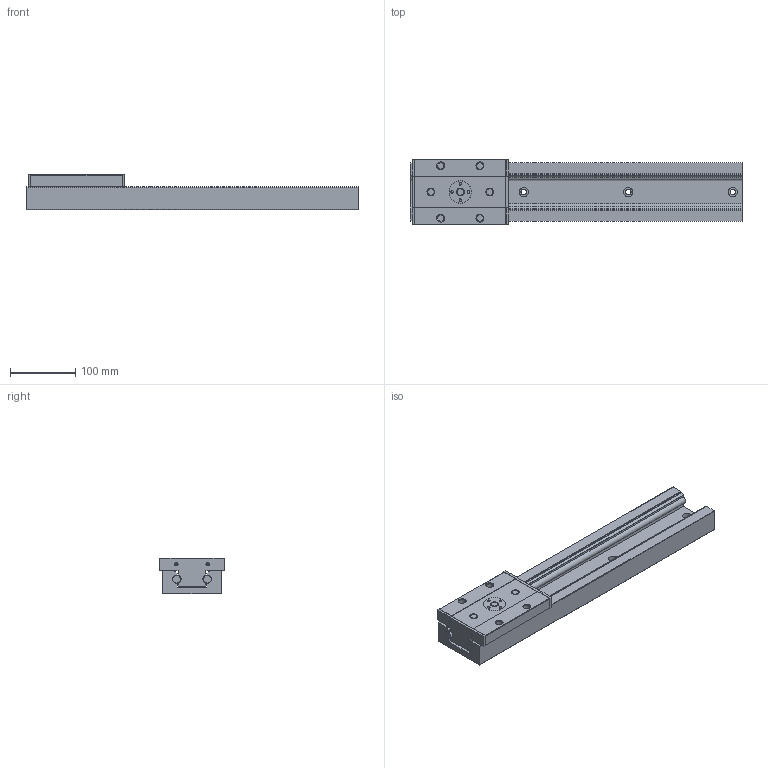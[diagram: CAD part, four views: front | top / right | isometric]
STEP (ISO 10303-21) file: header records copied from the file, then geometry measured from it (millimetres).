
FILE_DESCRIPTION(('FreeCAD Model'),'2;1');
FILE_NAME('Heavy Duty Slide rail 20.step','2016-05-10T10:50:37',('Technical Support'),( 'Firgelli Automations Inc'),'Open CASCADE STEP processor 6.8', 'FreeCAD','Unknown');
FILE_SCHEMA(('AUTOMOTIVE_DESIGN_CC2 { 1 2 10303 214 -1 1 5 4 }'));
Length unit declared in the file: millimetre
Products named in the file (2): FA-SGR-35-20_Slider; FA-SGR-35-20_Rail
Bounding box: 508 x 100.08 x 54.15 mm (x, y, z)
Volume: 1387138.8 mm3; surface area: 226308.1 mm2
Topology: 2 solids, 2 shells, 377 faces, 869 edges, 531 vertices
Faces by surface type: plane 185, cylinder 117, cone 27, sphere 19, torus 18, revolution 11
Full cylindrical faces by diameter (mm): 2.5 x8, 4 x4, 5.2 x4, 8.5 x4, 10.106 x4, 12 x4, 14 x4, 19 x3, 24 x3, 28 x6, 32.101 x3, 40 x6
Entity records: 35167 total; most frequent: CARTESIAN_POINT 17902, DIRECTION 3242, ORIENTED_EDGE 1700, PCURVE 1700, DEFINITIONAL_REPRESENTATION 1700, LINE 1534, VECTOR 1534, EDGE_CURVE 850
